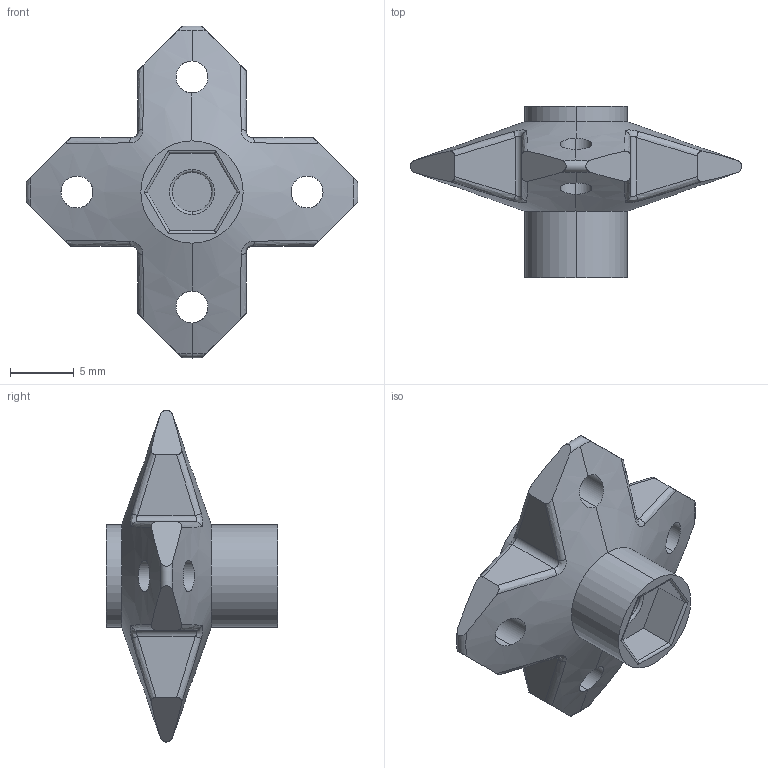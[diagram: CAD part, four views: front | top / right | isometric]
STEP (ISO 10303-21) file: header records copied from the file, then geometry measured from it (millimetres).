
FILE_DESCRIPTION (( 'STEP AP203' ), '1' );
FILE_NAME ('Flexible Arm - Copy_Default_sldprt.STEP', '2022-04-11T22:02:19', ( '' ), ( '' ), 'SwSTEP 2.0', 'SolidWorks 2021', '' );
FILE_SCHEMA (( 'CONFIG_CONTROL_DESIGN' ));
Length unit declared in the file: millimetre
Products named in the file (1): Flexible Arm - Copy_Default_sldprt
Bounding box: 25.96 x 13.4 x 25.97 mm (x, y, z)
Volume: 1626.5 mm3; surface area: 1196.1 mm2
Topology: 1 solids, 1 shells, 85 faces, 217 edges, 132 vertices
Faces by surface type: plane 26, cylinder 24, bspline 24, torus 7, cone 4
Entity records: 3759 total; most frequent: CARTESIAN_POINT 1911, ORIENTED_EDGE 434, DIRECTION 276, EDGE_CURVE 217, VERTEX_POINT 132, AXIS2_PLACEMENT_3D 107, B_SPLINE_CURVE_WITH_KNOTS 104, EDGE_LOOP 91
